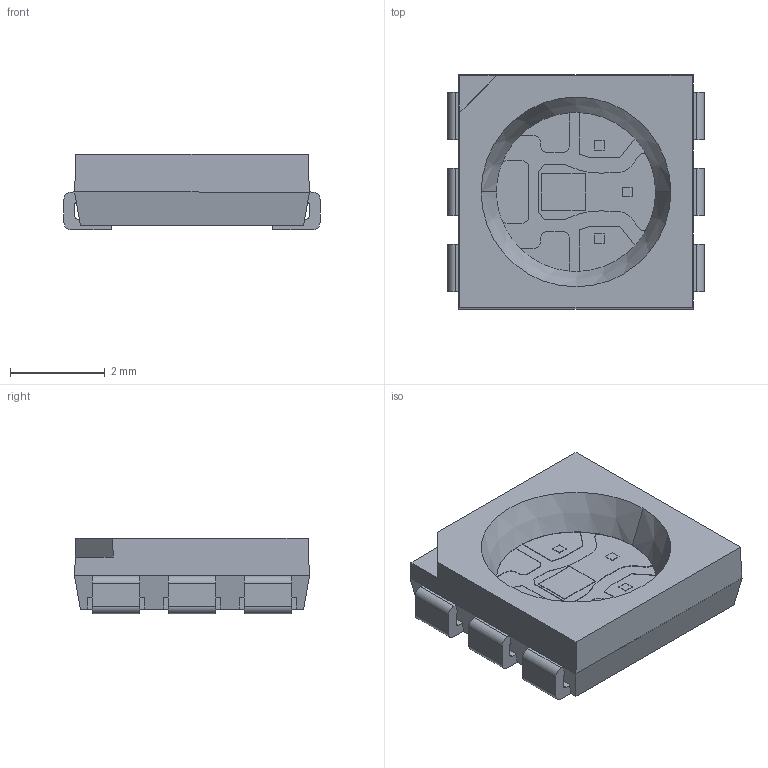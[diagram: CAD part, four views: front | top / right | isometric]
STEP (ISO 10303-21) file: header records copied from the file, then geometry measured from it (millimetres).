
FILE_DESCRIPTION (( 'STEP AP214' ), '1' );
FILE_NAME ('User Library-WS2812S_.STEP', '2020-04-27T04:49:30', ( '' ), ( '' ), 'SwSTEP 2.0', 'SolidWorks 2019', '' );
FILE_SCHEMA (( 'AUTOMOTIVE_DESIGN' ));
Length unit declared in the file: millimetre
Products named in the file (1): User Library-WS2812S_
Bounding box: 5.4 x 4.95 x 1.6 mm (x, y, z)
Volume: 27.5 mm3; surface area: 110.9 mm2
Topology: 8 solids, 8 shells, 206 faces, 535 edges, 349 vertices
Faces by surface type: plane 161, cylinder 39, bspline 4, cone 2
Entity records: 8223 total; most frequent: CARTESIAN_POINT 1175, ORIENTED_EDGE 1070, DIRECTION 1020, EDGE_CURVE 535, VECTOR 440, LINE 440, VERTEX_POINT 349, AXIS2_PLACEMENT_3D 290
